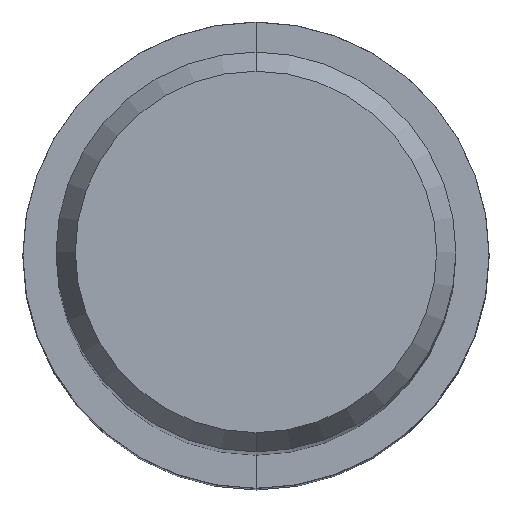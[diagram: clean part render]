
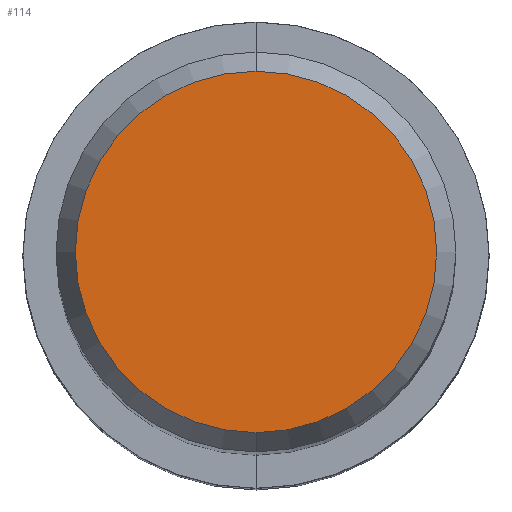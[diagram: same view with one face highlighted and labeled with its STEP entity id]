
A CAD part, top view. The second image highlights one B-rep face of the part: STEP entity #114.
In plain terms, the highlighted planar face has unit normal (0, 0, 1).
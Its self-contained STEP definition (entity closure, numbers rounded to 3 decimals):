
#114=ADVANCED_FACE('',(#288),#289,.T.);
#166=EDGE_CURVE('',#182,#240,#345,.T.);
#182=VERTEX_POINT('',#364);
#240=VERTEX_POINT('',#431);
#242=EDGE_CURVE('',#240,#182,#433,.T.);
#288=FACE_OUTER_BOUND('',#476,.T.);
#289=PLANE('',#477);
#345=CIRCLE('',#555,5.423);
#364=CARTESIAN_POINT('',(0.,-5.423,0.0));
#431=CARTESIAN_POINT('',(0.0,5.423,0.0));
#433=CIRCLE('',#661,5.423);
#476=EDGE_LOOP('',(#702,#703));
#477=AXIS2_PLACEMENT_3D('',#704,#705,#706);
#555=AXIS2_PLACEMENT_3D('',#763,#764,#765);
#661=AXIS2_PLACEMENT_3D('',#869,#870,#871);
#702=ORIENTED_EDGE('',*,*,#242,.F.);
#703=ORIENTED_EDGE('',*,*,#166,.F.);
#704=CARTESIAN_POINT('',(0.0,2.711,0.0));
#705=DIRECTION('',(-0.0,0.0,1.0));
#706=DIRECTION('',(0.0,-1.0,0.0));
#763=CARTESIAN_POINT('',(0.0,0.0,0.0));
#764=DIRECTION('',(0.0,0.0,-1.0));
#765=DIRECTION('',(0.0,1.0,0.0));
#869=CARTESIAN_POINT('',(0.0,0.0,0.0));
#870=DIRECTION('',(0.0,0.0,-1.0));
#871=DIRECTION('',(0.0,1.0,0.0));
